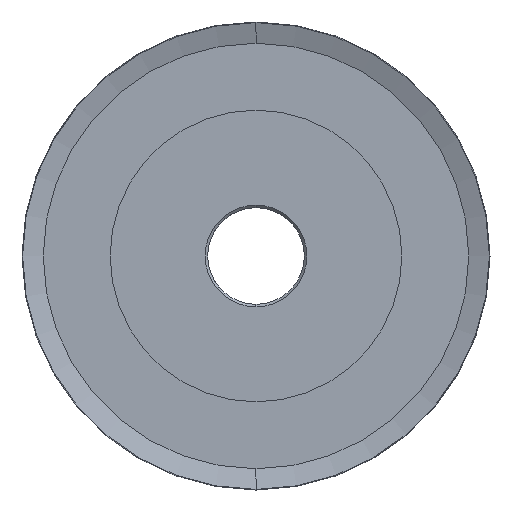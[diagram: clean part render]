
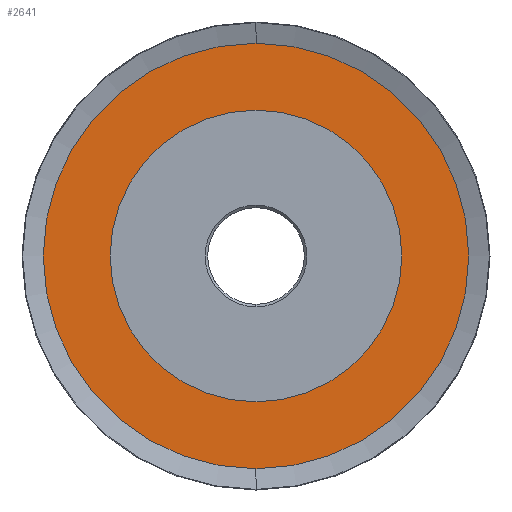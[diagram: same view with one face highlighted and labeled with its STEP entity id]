
A CAD part, left-side view. The second image highlights one B-rep face of the part: STEP entity #2641.
In plain terms, the highlighted planar face has unit normal (-1, 0, 0).
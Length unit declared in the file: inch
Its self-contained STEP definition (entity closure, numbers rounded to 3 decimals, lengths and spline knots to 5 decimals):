
#708 = CARTESIAN_POINT ( 'NONE',  ( -0.3345, 0., 0. ) ) ;
#887 = CARTESIAN_POINT ( 'NONE',  ( -0.3345, 0., -0.55 ) ) ;
#1021 = DIRECTION ( 'NONE',  ( -1., 0., 0. ) ) ;
#2032 = DIRECTION ( 'NONE',  ( 0., 0., 1. ) ) ;
#2276 = EDGE_LOOP ( 'NONE', ( #14282, #9434 ) ) ;
#2452 = CARTESIAN_POINT ( 'NONE',  ( -0.3345, 0., 0.55 ) ) ;
#2561 = AXIS2_PLACEMENT_3D ( 'NONE', #15233, #7443, #16570 ) ;
#2641 = ADVANCED_FACE ( 'NONE', ( #8511, #4594 ), #9569, .T. ) ;
#2642 = VERTEX_POINT ( 'NONE', #8240 ) ;
#2790 = VERTEX_POINT ( 'NONE', #3234 ) ;
#3234 = CARTESIAN_POINT ( 'NONE',  ( -0.3345, 0., 0.377 ) ) ;
#4594 = FACE_BOUND ( 'NONE', #2276, .T. ) ;
#4680 = EDGE_CURVE ( 'NONE', #2790, #2642, #9961, .T. ) ;
#4812 = AXIS2_PLACEMENT_3D ( 'NONE', #8915, #1021, #10224 ) ;
#5771 = CIRCLE ( 'NONE', #16028, 0.55 ) ;
#6011 = VERTEX_POINT ( 'NONE', #887 ) ;
#7202 = CARTESIAN_POINT ( 'NONE',  ( -0.3345, 0., 0. ) ) ;
#7443 = DIRECTION ( 'NONE',  ( -1., 0., 0. ) ) ;
#8240 = CARTESIAN_POINT ( 'NONE',  ( -0.3345, 0., -0.377 ) ) ;
#8511 = FACE_OUTER_BOUND ( 'NONE', #11663, .T. ) ;
#8516 = DIRECTION ( 'NONE',  ( 0., 0., 1. ) ) ;
#8915 = CARTESIAN_POINT ( 'NONE',  ( -0.3345, 0., 0. ) ) ;
#9409 = AXIS2_PLACEMENT_3D ( 'NONE', #708, #9927, #2032 ) ;
#9434 = ORIENTED_EDGE ( 'NONE', *, *, #13218, .F. ) ;
#9470 = EDGE_CURVE ( 'NONE', #6011, #11117, #5771, .T. ) ;
#9569 = PLANE ( 'NONE',  #11320 ) ;
#9927 = DIRECTION ( 'NONE',  ( -1., 0., 0. ) ) ;
#9961 = CIRCLE ( 'NONE', #2561, 0.377 ) ;
#10063 = ORIENTED_EDGE ( 'NONE', *, *, #11588, .T. ) ;
#10224 = DIRECTION ( 'NONE',  ( 0., 0., 1. ) ) ;
#10772 = CIRCLE ( 'NONE', #4812, 0.377 ) ;
#10858 = DIRECTION ( 'NONE',  ( 0., 0., 1. ) ) ;
#11117 = VERTEX_POINT ( 'NONE', #2452 ) ;
#11320 = AXIS2_PLACEMENT_3D ( 'NONE', #16030, #13413, #10858 ) ;
#11456 = ORIENTED_EDGE ( 'NONE', *, *, #9470, .T. ) ;
#11588 = EDGE_CURVE ( 'NONE', #11117, #6011, #14481, .T. ) ;
#11663 = EDGE_LOOP ( 'NONE', ( #10063, #11456 ) ) ;
#13218 = EDGE_CURVE ( 'NONE', #2642, #2790, #10772, .T. ) ;
#13413 = DIRECTION ( 'NONE',  ( -1., 0., 0. ) ) ;
#14282 = ORIENTED_EDGE ( 'NONE', *, *, #4680, .F. ) ;
#14481 = CIRCLE ( 'NONE', #9409, 0.55 ) ;
#15233 = CARTESIAN_POINT ( 'NONE',  ( -0.3345, 0., 0. ) ) ;
#16028 = AXIS2_PLACEMENT_3D ( 'NONE', #7202, #16305, #8516 ) ;
#16030 = CARTESIAN_POINT ( 'NONE',  ( -0.3345, 0.55, 0. ) ) ;
#16305 = DIRECTION ( 'NONE',  ( -1., 0., 0. ) ) ;
#16570 = DIRECTION ( 'NONE',  ( 0., 0., 1. ) ) ;
